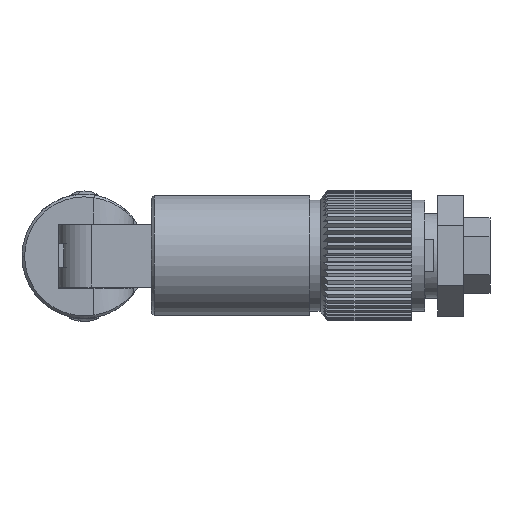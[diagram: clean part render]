
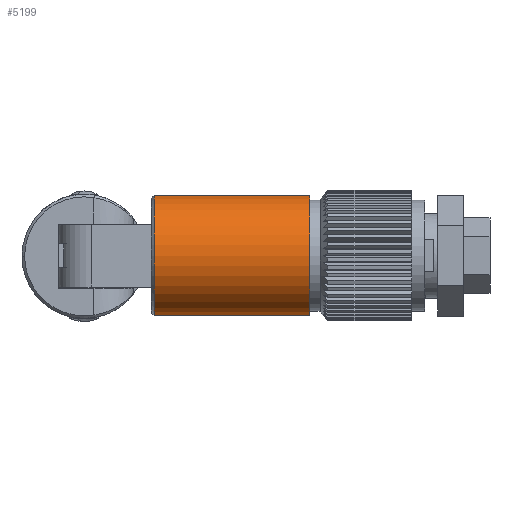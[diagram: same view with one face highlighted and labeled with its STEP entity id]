
A CAD part, left-side view. The second image highlights one B-rep face of the part: STEP entity #5199.
In plain terms, the highlighted cylindrical face has radius 4.6 mm (diameter 9.2 mm), a partial arc.
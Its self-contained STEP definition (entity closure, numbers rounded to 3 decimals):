
#771 = CARTESIAN_POINT ( 'NONE',  ( 0., 20.7, -4.6 ) ) ;
#1225 = CARTESIAN_POINT ( 'NONE',  ( 0., -0.634, -4.6 ) ) ;
#1988 = FACE_OUTER_BOUND ( 'NONE', #19522, .T. ) ;
#2208 = CARTESIAN_POINT ( 'NONE',  ( 0., -0.634, 0. ) ) ;
#2414 = LINE ( 'NONE', #5356, #18000 ) ;
#2685 = CARTESIAN_POINT ( 'NONE',  ( 0., 20.7, 4.6 ) ) ;
#3706 = CIRCLE ( 'NONE', #16315, 4.6 ) ;
#3762 = DIRECTION ( 'NONE',  ( 0., 0., 1. ) ) ;
#3773 = VECTOR ( 'NONE', #13077, 1000. ) ;
#3798 = DIRECTION ( 'NONE',  ( 0., 0., -1. ) ) ;
#4247 = DIRECTION ( 'NONE',  ( 0., -1., 0. ) ) ;
#4388 = LINE ( 'NONE', #1225, #3773 ) ;
#4889 = VERTEX_POINT ( 'NONE', #771 ) ;
#4997 = VERTEX_POINT ( 'NONE', #2685 ) ;
#5199 = ADVANCED_FACE ( 'NONE', ( #1988 ), #13846, .T. ) ;
#5356 = CARTESIAN_POINT ( 'NONE',  ( 0., -0.634, 4.6 ) ) ;
#7148 = DIRECTION ( 'NONE',  ( 0., -1., 0. ) ) ;
#7493 = CARTESIAN_POINT ( 'NONE',  ( 0., 8.8, -4.6 ) ) ;
#7511 = CARTESIAN_POINT ( 'NONE',  ( 0., 8.8, 0. ) ) ;
#9758 = EDGE_CURVE ( 'NONE', #12325, #21789, #14631, .T. ) ;
#9794 = ORIENTED_EDGE ( 'NONE', *, *, #20894, .F. ) ;
#10039 = EDGE_CURVE ( 'NONE', #4889, #21789, #4388, .T. ) ;
#10114 = CARTESIAN_POINT ( 'NONE',  ( 0., 8.8, 4.6 ) ) ;
#12147 = EDGE_CURVE ( 'NONE', #4997, #4889, #3706, .T. ) ;
#12325 = VERTEX_POINT ( 'NONE', #10114 ) ;
#12330 = CARTESIAN_POINT ( 'NONE',  ( 0., 20.7, 0. ) ) ;
#13047 = DIRECTION ( 'NONE',  ( 0., 0., -1. ) ) ;
#13077 = DIRECTION ( 'NONE',  ( 0., -1., 0. ) ) ;
#13846 = CYLINDRICAL_SURFACE ( 'NONE', #17041, 4.6 ) ;
#14631 = CIRCLE ( 'NONE', #20392, 4.6 ) ;
#16002 = ORIENTED_EDGE ( 'NONE', *, *, #9758, .F. ) ;
#16315 = AXIS2_PLACEMENT_3D ( 'NONE', #12330, #21022, #3762 ) ;
#17041 = AXIS2_PLACEMENT_3D ( 'NONE', #2208, #19369, #3798 ) ;
#17473 = ORIENTED_EDGE ( 'NONE', *, *, #12147, .T. ) ;
#18000 = VECTOR ( 'NONE', #7148, 1000. ) ;
#18910 = ORIENTED_EDGE ( 'NONE', *, *, #10039, .T. ) ;
#19369 = DIRECTION ( 'NONE',  ( 0., -1., 0. ) ) ;
#19522 = EDGE_LOOP ( 'NONE', ( #9794, #17473, #18910, #16002 ) ) ;
#20392 = AXIS2_PLACEMENT_3D ( 'NONE', #7511, #4247, #13047 ) ;
#20894 = EDGE_CURVE ( 'NONE', #4997, #12325, #2414, .T. ) ;
#21022 = DIRECTION ( 'NONE',  ( 0., -1., 0. ) ) ;
#21789 = VERTEX_POINT ( 'NONE', #7493 ) ;
